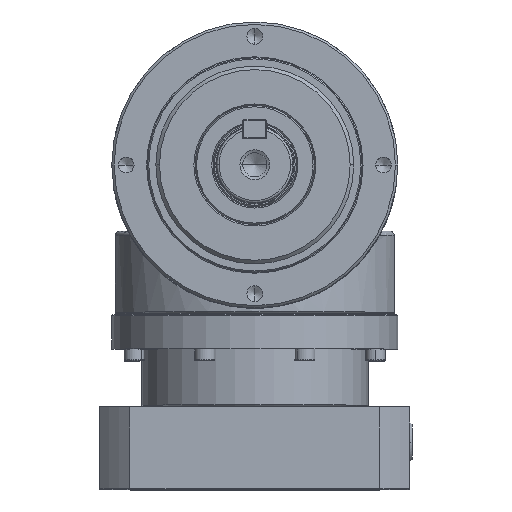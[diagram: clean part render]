
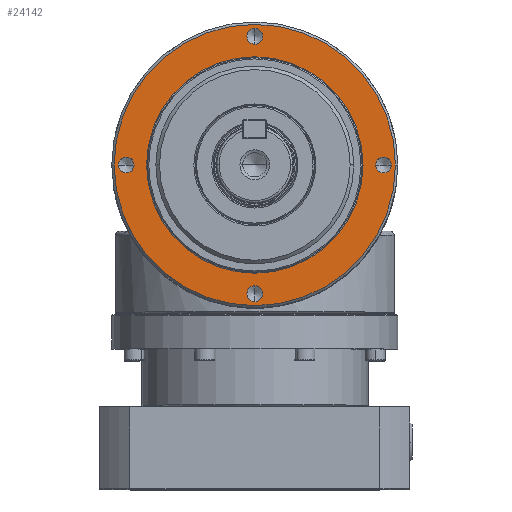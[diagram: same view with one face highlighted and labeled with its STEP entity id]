
A CAD part, top view. The second image highlights one B-rep face of the part: STEP entity #24142.
In plain terms, the highlighted planar face has unit normal (0, 0, 1).
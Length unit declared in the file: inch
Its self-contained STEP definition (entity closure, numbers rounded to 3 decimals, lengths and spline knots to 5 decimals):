
#492 = CARTESIAN_POINT ( 'NONE',  ( -1.7874, 0., 0. ) ) ;
#948 = DIRECTION ( 'NONE',  ( 0., 0., -1. ) ) ;
#1093 = DIRECTION ( 'NONE',  ( 0., 0., -1. ) ) ;
#1350 = CARTESIAN_POINT ( 'NONE',  ( 2.32283, 0., 0. ) ) ;
#1629 = AXIS2_PLACEMENT_3D ( 'NONE', #11568, #26685, #13804 ) ;
#1653 = ORIENTED_EDGE ( 'NONE', *, *, #5688, .T. ) ;
#1716 = CARTESIAN_POINT ( 'NONE',  ( 0., 0., 0. ) ) ;
#1812 = ORIENTED_EDGE ( 'NONE', *, *, #8165, .T. ) ;
#2159 = EDGE_CURVE ( 'NONE', #10309, #8602, #27936, .T. ) ;
#2528 = EDGE_CURVE ( 'NONE', #22200, #25316, #12013, .T. ) ;
#2693 = FACE_BOUND ( 'NONE', #27403, .T. ) ;
#2792 = DIRECTION ( 'NONE',  ( -1., 0., 0. ) ) ;
#2826 = DIRECTION ( 'NONE',  ( 0., 0., -1. ) ) ;
#2867 = AXIS2_PLACEMENT_3D ( 'NONE', #18454, #5307, #20613 ) ;
#2881 = CARTESIAN_POINT ( 'NONE',  ( 0., 0., 0. ) ) ;
#3192 = CARTESIAN_POINT ( 'NONE',  ( 0., 0., 0. ) ) ;
#3370 = FACE_BOUND ( 'NONE', #27505, .T. ) ;
#3390 = CARTESIAN_POINT ( 'NONE',  ( 0., 0., 0. ) ) ;
#3511 = CARTESIAN_POINT ( 'NONE',  ( -2.12598, 0., 0. ) ) ;
#3931 = DIRECTION ( 'NONE',  ( 0., 0., -1. ) ) ;
#3933 = DIRECTION ( 'NONE',  ( -1., 0., 0. ) ) ;
#4067 = ORIENTED_EDGE ( 'NONE', *, *, #10811, .F. ) ;
#4406 = AXIS2_PLACEMENT_3D ( 'NONE', #2881, #2826, #2792 ) ;
#4576 = EDGE_CURVE ( 'NONE', #9449, #12702, #7990, .T. ) ;
#4959 = CARTESIAN_POINT ( 'NONE',  ( 0., 1.99514, 0. ) ) ;
#5244 = CARTESIAN_POINT ( 'NONE',  ( -2.32283, 0., 0. ) ) ;
#5307 = DIRECTION ( 'NONE',  ( 0., 0., -1. ) ) ;
#5447 = DIRECTION ( 'NONE',  ( -1., 0., 0. ) ) ;
#5639 = DIRECTION ( 'NONE',  ( -1., 0., 0. ) ) ;
#5688 = EDGE_CURVE ( 'NONE', #16411, #18834, #22889, .T. ) ;
#5746 = DIRECTION ( 'NONE',  ( -1., 0., 0. ) ) ;
#6553 = CARTESIAN_POINT ( 'NONE',  ( 2.25683, 0., 0. ) ) ;
#7226 = CIRCLE ( 'NONE', #22306, 1.7874 ) ;
#7402 = EDGE_CURVE ( 'NONE', #8109, #10635, #22670, .T. ) ;
#7794 = EDGE_CURVE ( 'NONE', #18834, #16411, #20655, .T. ) ;
#7990 = CIRCLE ( 'NONE', #27931, 1.7874 ) ;
#8109 = VERTEX_POINT ( 'NONE', #11205 ) ;
#8165 = EDGE_CURVE ( 'NONE', #15667, #21944, #13109, .T. ) ;
#8569 = FACE_BOUND ( 'NONE', #26026, .T. ) ;
#8602 = VERTEX_POINT ( 'NONE', #17684 ) ;
#8661 = CARTESIAN_POINT ( 'NONE',  ( -2.25683, 0., 0. ) ) ;
#9236 = FACE_OUTER_BOUND ( 'NONE', #26159, .T. ) ;
#9309 = ORIENTED_EDGE ( 'NONE', *, *, #27126, .T. ) ;
#9449 = VERTEX_POINT ( 'NONE', #492 ) ;
#9976 = ORIENTED_EDGE ( 'NONE', *, *, #7402, .T. ) ;
#10097 = EDGE_CURVE ( 'NONE', #8602, #10309, #15575, .T. ) ;
#10226 = CIRCLE ( 'NONE', #12165, 0.13085 ) ;
#10309 = VERTEX_POINT ( 'NONE', #6553 ) ;
#10635 = VERTEX_POINT ( 'NONE', #14246 ) ;
#10811 = EDGE_CURVE ( 'NONE', #12702, #9449, #7226, .T. ) ;
#11205 = CARTESIAN_POINT ( 'NONE',  ( 0., -2.25683, 0. ) ) ;
#11415 = ORIENTED_EDGE ( 'NONE', *, *, #2528, .F. ) ;
#11568 = CARTESIAN_POINT ( 'NONE',  ( 0., 2.12598, 0. ) ) ;
#12013 = CIRCLE ( 'NONE', #4406, 2.32283 ) ;
#12014 = DIRECTION ( 'NONE',  ( 0., 0., -1. ) ) ;
#12165 = AXIS2_PLACEMENT_3D ( 'NONE', #14315, #1093, #16547 ) ;
#12693 = DIRECTION ( 'NONE',  ( 0., 0., -1. ) ) ;
#12702 = VERTEX_POINT ( 'NONE', #28013 ) ;
#13109 = CIRCLE ( 'NONE', #2867, 0.13085 ) ;
#13804 = DIRECTION ( 'NONE',  ( 0., 1., 0. ) ) ;
#14192 = CARTESIAN_POINT ( 'NONE',  ( 2.12598, 0., 0. ) ) ;
#14246 = CARTESIAN_POINT ( 'NONE',  ( 0., -1.99514, 0. ) ) ;
#14315 = CARTESIAN_POINT ( 'NONE',  ( 0., -2.12598, 0. ) ) ;
#14380 = ORIENTED_EDGE ( 'NONE', *, *, #7794, .T. ) ;
#14427 = FACE_BOUND ( 'NONE', #25119, .T. ) ;
#15575 = CIRCLE ( 'NONE', #23966, 0.13085 ) ;
#15667 = VERTEX_POINT ( 'NONE', #24677 ) ;
#15884 = AXIS2_PLACEMENT_3D ( 'NONE', #21846, #21807, #21755 ) ;
#16040 = CIRCLE ( 'NONE', #1629, 0.13085 ) ;
#16369 = ORIENTED_EDGE ( 'NONE', *, *, #26500, .F. ) ;
#16373 = PLANE ( 'NONE',  #22616 ) ;
#16406 = DIRECTION ( 'NONE',  ( 1., 0., 0. ) ) ;
#16411 = VERTEX_POINT ( 'NONE', #21464 ) ;
#16547 = DIRECTION ( 'NONE',  ( 0., -1., 0. ) ) ;
#17129 = CARTESIAN_POINT ( 'NONE',  ( 0., -2.12598, 0. ) ) ;
#17131 = DIRECTION ( 'NONE',  ( 0., 0., 1. ) ) ;
#17684 = CARTESIAN_POINT ( 'NONE',  ( 1.99514, 0., 0. ) ) ;
#17816 = ORIENTED_EDGE ( 'NONE', *, *, #2159, .T. ) ;
#18454 = CARTESIAN_POINT ( 'NONE',  ( 0., 2.12598, 0. ) ) ;
#18587 = DIRECTION ( 'NONE',  ( 0., 0., 1. ) ) ;
#18781 = DIRECTION ( 'NONE',  ( 0., 0., -1. ) ) ;
#18834 = VERTEX_POINT ( 'NONE', #8661 ) ;
#18864 = ORIENTED_EDGE ( 'NONE', *, *, #21954, .T. ) ;
#18908 = DIRECTION ( 'NONE',  ( 0., 0., -1. ) ) ;
#19308 = DIRECTION ( 'NONE',  ( 0., -1., 0. ) ) ;
#20206 = FACE_BOUND ( 'NONE', #25430, .T. ) ;
#20243 = ORIENTED_EDGE ( 'NONE', *, *, #4576, .F. ) ;
#20613 = DIRECTION ( 'NONE',  ( 0., 1., 0. ) ) ;
#20655 = CIRCLE ( 'NONE', #23501, 0.13085 ) ;
#21464 = CARTESIAN_POINT ( 'NONE',  ( -1.99514, 0., 0. ) ) ;
#21740 = AXIS2_PLACEMENT_3D ( 'NONE', #17129, #3931, #19308 ) ;
#21755 = DIRECTION ( 'NONE',  ( 1., 0., 0. ) ) ;
#21807 = DIRECTION ( 'NONE',  ( 0., 0., -1. ) ) ;
#21846 = CARTESIAN_POINT ( 'NONE',  ( 2.12598, 0., 0. ) ) ;
#21944 = VERTEX_POINT ( 'NONE', #4959 ) ;
#21954 = EDGE_CURVE ( 'NONE', #21944, #15667, #16040, .T. ) ;
#22200 = VERTEX_POINT ( 'NONE', #1350 ) ;
#22306 = AXIS2_PLACEMENT_3D ( 'NONE', #1716, #17131, #3933 ) ;
#22481 = ORIENTED_EDGE ( 'NONE', *, *, #10097, .T. ) ;
#22616 = AXIS2_PLACEMENT_3D ( 'NONE', #24879, #12014, #27123 ) ;
#22670 = CIRCLE ( 'NONE', #21740, 0.13085 ) ;
#22889 = CIRCLE ( 'NONE', #24592, 0.13085 ) ;
#23501 = AXIS2_PLACEMENT_3D ( 'NONE', #3511, #18908, #5746 ) ;
#23565 = AXIS2_PLACEMENT_3D ( 'NONE', #3390, #18781, #5639 ) ;
#23966 = AXIS2_PLACEMENT_3D ( 'NONE', #14192, #948, #16406 ) ;
#24142 = ADVANCED_FACE ( 'NONE', ( #9236, #14427, #3370, #20206, #8569, #2693 ), #16373, .F. ) ;
#24592 = AXIS2_PLACEMENT_3D ( 'NONE', #25620, #12693, #27760 ) ;
#24677 = CARTESIAN_POINT ( 'NONE',  ( 0., 2.25683, 0. ) ) ;
#24879 = CARTESIAN_POINT ( 'NONE',  ( 0., 0., 0. ) ) ;
#25119 = EDGE_LOOP ( 'NONE', ( #9976, #9309 ) ) ;
#25316 = VERTEX_POINT ( 'NONE', #5244 ) ;
#25430 = EDGE_LOOP ( 'NONE', ( #1812, #18864 ) ) ;
#25620 = CARTESIAN_POINT ( 'NONE',  ( -2.12598, 0., 0. ) ) ;
#26026 = EDGE_LOOP ( 'NONE', ( #17816, #22481 ) ) ;
#26159 = EDGE_LOOP ( 'NONE', ( #16369, #11415 ) ) ;
#26500 = EDGE_CURVE ( 'NONE', #25316, #22200, #26892, .T. ) ;
#26685 = DIRECTION ( 'NONE',  ( 0., 0., -1. ) ) ;
#26892 = CIRCLE ( 'NONE', #23565, 2.32283 ) ;
#27123 = DIRECTION ( 'NONE',  ( -1., 0., 0. ) ) ;
#27126 = EDGE_CURVE ( 'NONE', #10635, #8109, #10226, .T. ) ;
#27403 = EDGE_LOOP ( 'NONE', ( #20243, #4067 ) ) ;
#27505 = EDGE_LOOP ( 'NONE', ( #14380, #1653 ) ) ;
#27760 = DIRECTION ( 'NONE',  ( -1., 0., 0. ) ) ;
#27931 = AXIS2_PLACEMENT_3D ( 'NONE', #3192, #18587, #5447 ) ;
#27936 = CIRCLE ( 'NONE', #15884, 0.13085 ) ;
#28013 = CARTESIAN_POINT ( 'NONE',  ( 1.7874, 0., 0. ) ) ;
